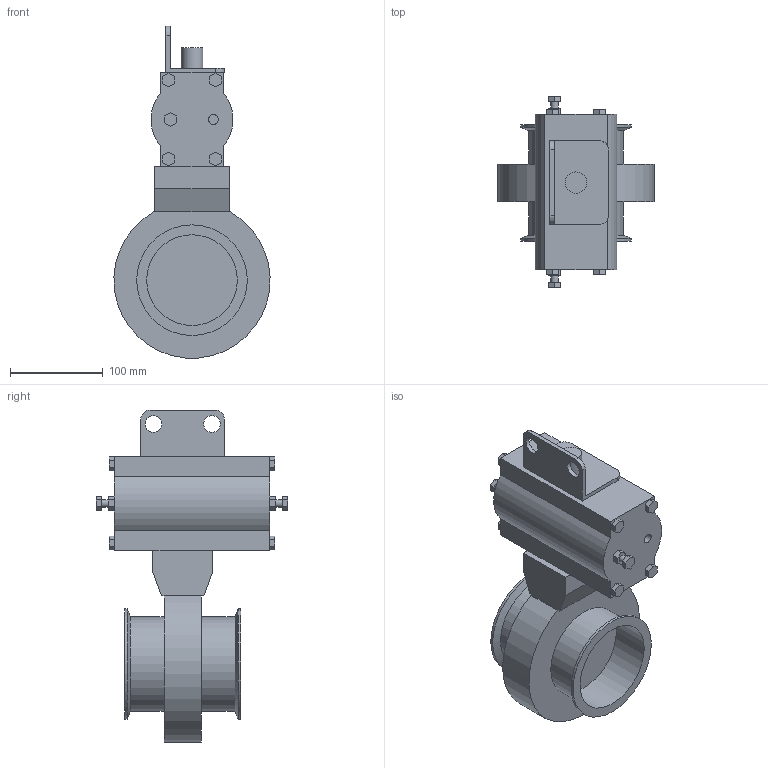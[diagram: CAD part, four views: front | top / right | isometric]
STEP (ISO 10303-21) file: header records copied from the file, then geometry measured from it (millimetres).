
FILE_DESCRIPTION(/* description */ (''),/* implementation_level */ '2;1');
FILE_NAME(/* name */ 'BVP_T_CXC_40.stp',/* time_stamp */ '2021-09-07T15:18:45+09:00',/* author */ ('j'),/* organization */ (''),/* preprocessor_version */ 'ST-DEVELOPER v18.1',/* originating_system */ 'Autodesk Inventor 2021',/* authorisation */ '');
FILE_SCHEMA (('AUTOMOTIVE_DESIGN { 1 0 10303 214 3 1 1 }'));
Length unit declared in the file: millimetre
Products named in the file (4): BVP_T_CXC_40; 自動BVボディー_40; BV用継手_C_40; BVP_アクチュエータ_T60
Assembly tree (4 placements, depth 2):
  BVP_T_CXC_40
    自動BVボディー_40
    BV用継手_C_40  x2
    BVP_アクチュエータ_T60
Bounding box: 167.85 x 206 x 357 mm (x, y, z)
Volume: 2511392.8 mm3; surface area: 237624.2 mm2
Topology: 4 solids, 4 shells, 148 faces, 353 edges, 232 vertices
Faces by surface type: plane 124, cylinder 22, cone 2
Full cylindrical faces by diameter (mm): 8 x2, 10.5 x2, 18 x2, 23 x3, 97.6 x2, 101.6 x2, 119 x2
Entity records: 4375 total; most frequent: CARTESIAN_POINT 719, ORIENTED_EDGE 686, DIRECTION 683, EDGE_CURVE 343, LINE 303, VECTOR 303, VERTEX_POINT 226, AXIS2_PLACEMENT_3D 190
